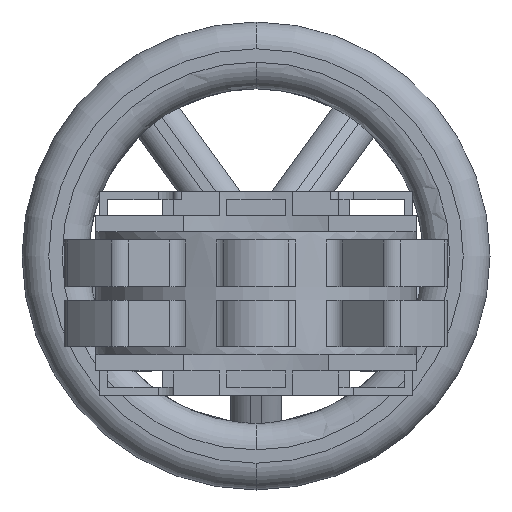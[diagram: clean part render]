
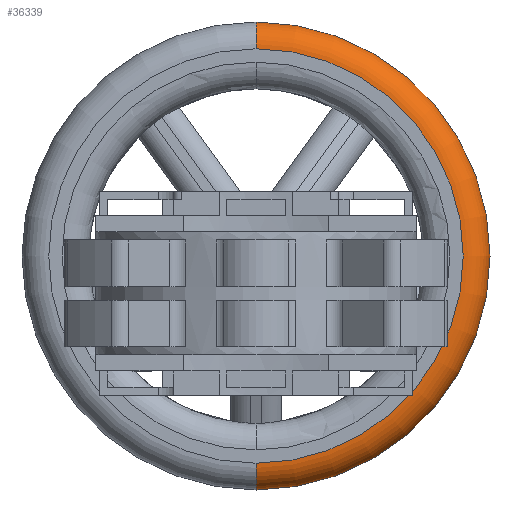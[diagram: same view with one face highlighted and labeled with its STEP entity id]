
A CAD part, front view. The second image highlights one B-rep face of the part: STEP entity #36339.
In plain terms, the highlighted toroidal (fillet/blend) face has major radius 77.5 mm and minor radius 10 mm.
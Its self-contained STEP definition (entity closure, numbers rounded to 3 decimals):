
#249 = DIRECTION ( 'NONE',  ( 0., 0., -1. ) ) ;
#595 = ORIENTED_EDGE ( 'NONE', *, *, #29383, .T. ) ;
#881 = EDGE_CURVE ( 'NONE', #25690, #34134, #22509, .T. ) ;
#2242 = AXIS2_PLACEMENT_3D ( 'NONE', #27462, #10364, #13262 ) ;
#4658 = CARTESIAN_POINT ( 'NONE',  ( 0., 306.5, -76. ) ) ;
#5535 = FACE_OUTER_BOUND ( 'NONE', #8525, .T. ) ;
#5962 = CARTESIAN_POINT ( 'NONE',  ( 0., 306.5, -66. ) ) ;
#8525 = EDGE_LOOP ( 'NONE', ( #27665, #595, #35768, #19229 ) ) ;
#8612 = EDGE_CURVE ( 'NONE', #9774, #25690, #8805, .T. ) ;
#8805 = CIRCLE ( 'NONE', #21489, 77.5 ) ;
#9774 = VERTEX_POINT ( 'NONE', #26022 ) ;
#10364 = DIRECTION ( 'NONE',  ( 0., -1., 0. ) ) ;
#10616 = EDGE_CURVE ( 'NONE', #25777, #34134, #31630, .T. ) ;
#11553 = CARTESIAN_POINT ( 'NONE',  ( 0., 306.5, 11.5 ) ) ;
#12062 = DIRECTION ( 'NONE',  ( 1., 0., 0. ) ) ;
#13211 = DIRECTION ( 'NONE',  ( 0., 0., 1. ) ) ;
#13262 = DIRECTION ( 'NONE',  ( 0., 0., 1. ) ) ;
#17835 = CARTESIAN_POINT ( 'NONE',  ( 0., 296.5, 11.5 ) ) ;
#19229 = ORIENTED_EDGE ( 'NONE', *, *, #881, .F. ) ;
#19365 = TOROIDAL_SURFACE ( 'NONE', #34838, 77.5, 10. ) ;
#20612 = AXIS2_PLACEMENT_3D ( 'NONE', #5962, #12062, #249 ) ;
#21489 = AXIS2_PLACEMENT_3D ( 'NONE', #17835, #27169, #13211 ) ;
#22509 = CIRCLE ( 'NONE', #23728, 10. ) ;
#23728 = AXIS2_PLACEMENT_3D ( 'NONE', #36040, #33054, #33527 ) ;
#25630 = DIRECTION ( 'NONE',  ( 0., 0., 1. ) ) ;
#25690 = VERTEX_POINT ( 'NONE', #28122 ) ;
#25777 = VERTEX_POINT ( 'NONE', #4658 ) ;
#26022 = CARTESIAN_POINT ( 'NONE',  ( 0., 296.5, -66. ) ) ;
#26088 = CIRCLE ( 'NONE', #20612, 10. ) ;
#27169 = DIRECTION ( 'NONE',  ( 0., -1., 0. ) ) ;
#27462 = CARTESIAN_POINT ( 'NONE',  ( 0., 306.5, 11.5 ) ) ;
#27665 = ORIENTED_EDGE ( 'NONE', *, *, #8612, .F. ) ;
#28122 = CARTESIAN_POINT ( 'NONE',  ( 0., 296.5, 89. ) ) ;
#29383 = EDGE_CURVE ( 'NONE', #9774, #25777, #26088, .T. ) ;
#31630 = CIRCLE ( 'NONE', #2242, 87.5 ) ;
#33054 = DIRECTION ( 'NONE',  ( -1., 0., 0. ) ) ;
#33527 = DIRECTION ( 'NONE',  ( 0., 0., 1. ) ) ;
#34134 = VERTEX_POINT ( 'NONE', #35186 ) ;
#34376 = DIRECTION ( 'NONE',  ( 0., 1., 0. ) ) ;
#34838 = AXIS2_PLACEMENT_3D ( 'NONE', #11553, #34376, #25630 ) ;
#35186 = CARTESIAN_POINT ( 'NONE',  ( 0., 306.5, 99. ) ) ;
#35768 = ORIENTED_EDGE ( 'NONE', *, *, #10616, .T. ) ;
#36040 = CARTESIAN_POINT ( 'NONE',  ( 0., 306.5, 89. ) ) ;
#36339 = ADVANCED_FACE ( 'NONE', ( #5535 ), #19365, .T. ) ;
